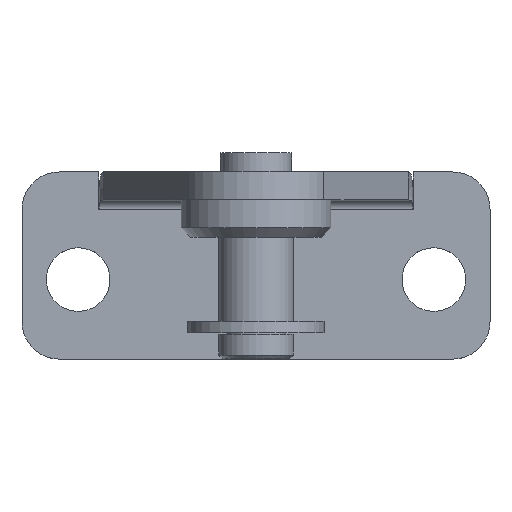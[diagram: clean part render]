
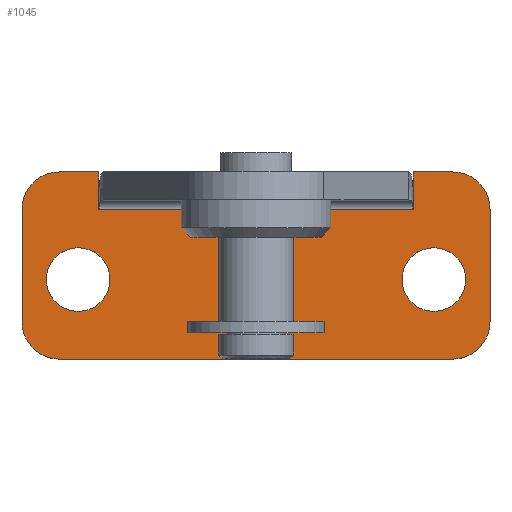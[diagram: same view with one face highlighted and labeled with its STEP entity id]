
A CAD part, top view. The second image highlights one B-rep face of the part: STEP entity #1045.
In plain terms, the highlighted planar face has unit normal (0, 0, 1).
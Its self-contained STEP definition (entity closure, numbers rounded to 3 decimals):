
#75=FACE_BOUND('',#234,.T.);
#76=FACE_BOUND('',#235,.T.);
#96=CIRCLE('',#1116,2.);
#97=CIRCLE('',#1117,2.);
#98=CIRCLE('',#1118,2.);
#99=CIRCLE('',#1119,2.);
#100=CIRCLE('',#1120,1.7);
#101=CIRCLE('',#1121,1.7);
#166=FACE_OUTER_BOUND('',#233,.T.);
#233=EDGE_LOOP('',(#784,#785,#786,#787,#788,#789,#790,#791,#792,#793,#794,
#795,#796,#797,#798,#799));
#234=EDGE_LOOP('',(#800));
#235=EDGE_LOOP('',(#801));
#310=LINE('',#1667,#394);
#312=LINE('',#1672,#396);
#315=LINE('',#1679,#399);
#319=LINE('',#1686,#403);
#323=LINE('',#1693,#407);
#324=LINE('',#1696,#408);
#327=LINE('',#1702,#411);
#330=LINE('',#1708,#414);
#335=LINE('',#1717,#419);
#336=LINE('',#1722,#420);
#337=LINE('',#1726,#421);
#338=LINE('',#1730,#422);
#394=VECTOR('',#1257,16.754);
#396=VECTOR('',#1263,0.01);
#399=VECTOR('',#1268,2.01);
#403=VECTOR('',#1274,0.01);
#407=VECTOR('',#1280,0.01);
#408=VECTOR('',#1283,0.01);
#411=VECTOR('',#1288,2.01);
#414=VECTOR('',#1293,2.113);
#419=VECTOR('',#1300,2.113);
#420=VECTOR('',#1305,6.);
#421=VECTOR('',#1308,21.);
#422=VECTOR('',#1311,6.);
#476=VERTEX_POINT('',#1612);
#478=VERTEX_POINT('',#1651);
#480=VERTEX_POINT('',#1671);
#482=VERTEX_POINT('',#1677);
#483=VERTEX_POINT('',#1678);
#487=VERTEX_POINT('',#1691);
#488=VERTEX_POINT('',#1695);
#490=VERTEX_POINT('',#1701);
#492=VERTEX_POINT('',#1707);
#495=VERTEX_POINT('',#1715);
#496=VERTEX_POINT('',#1719);
#497=VERTEX_POINT('',#1721);
#498=VERTEX_POINT('',#1723);
#499=VERTEX_POINT('',#1725);
#500=VERTEX_POINT('',#1727);
#501=VERTEX_POINT('',#1729);
#502=VERTEX_POINT('',#1732);
#503=VERTEX_POINT('',#1734);
#586=EDGE_CURVE('',#476,#478,#310,.T.);
#588=EDGE_CURVE('',#480,#476,#312,.T.);
#591=EDGE_CURVE('',#482,#483,#315,.T.);
#595=EDGE_CURVE('',#483,#480,#319,.T.);
#599=EDGE_CURVE('',#478,#487,#323,.T.);
#600=EDGE_CURVE('',#487,#488,#324,.T.);
#603=EDGE_CURVE('',#488,#490,#327,.T.);
#606=EDGE_CURVE('',#482,#492,#330,.T.);
#611=EDGE_CURVE('',#495,#490,#335,.T.);
#612=EDGE_CURVE('',#496,#495,#96,.T.);
#613=EDGE_CURVE('',#497,#496,#336,.T.);
#614=EDGE_CURVE('',#498,#497,#97,.T.);
#615=EDGE_CURVE('',#499,#498,#337,.T.);
#616=EDGE_CURVE('',#500,#499,#98,.T.);
#617=EDGE_CURVE('',#501,#500,#338,.T.);
#618=EDGE_CURVE('',#492,#501,#99,.T.);
#619=EDGE_CURVE('',#502,#502,#100,.T.);
#620=EDGE_CURVE('',#503,#503,#101,.T.);
#784=ORIENTED_EDGE('',*,*,#588,.T.);
#785=ORIENTED_EDGE('',*,*,#586,.T.);
#786=ORIENTED_EDGE('',*,*,#599,.T.);
#787=ORIENTED_EDGE('',*,*,#600,.T.);
#788=ORIENTED_EDGE('',*,*,#603,.T.);
#789=ORIENTED_EDGE('',*,*,#611,.F.);
#790=ORIENTED_EDGE('',*,*,#612,.F.);
#791=ORIENTED_EDGE('',*,*,#613,.F.);
#792=ORIENTED_EDGE('',*,*,#614,.F.);
#793=ORIENTED_EDGE('',*,*,#615,.F.);
#794=ORIENTED_EDGE('',*,*,#616,.F.);
#795=ORIENTED_EDGE('',*,*,#617,.F.);
#796=ORIENTED_EDGE('',*,*,#618,.F.);
#797=ORIENTED_EDGE('',*,*,#606,.F.);
#798=ORIENTED_EDGE('',*,*,#591,.T.);
#799=ORIENTED_EDGE('',*,*,#595,.T.);
#800=ORIENTED_EDGE('',*,*,#619,.T.);
#801=ORIENTED_EDGE('',*,*,#620,.T.);
#1008=PLANE('',#1115);
#1045=ADVANCED_FACE('',(#166,#75,#76),#1008,.T.);
#1115=AXIS2_PLACEMENT_3D('',#1718,#1301,#1302);
#1116=AXIS2_PLACEMENT_3D('',#1720,#1303,#1304);
#1117=AXIS2_PLACEMENT_3D('',#1724,#1306,#1307);
#1118=AXIS2_PLACEMENT_3D('',#1728,#1309,#1310);
#1119=AXIS2_PLACEMENT_3D('',#1731,#1312,#1313);
#1120=AXIS2_PLACEMENT_3D('',#1733,#1314,#1315);
#1121=AXIS2_PLACEMENT_3D('',#1735,#1316,#1317);
#1257=DIRECTION('',(-1.,0.,0.));
#1263=DIRECTION('',(0.,1.,0.));
#1268=DIRECTION('',(0.,-1.,0.));
#1274=DIRECTION('',(-1.,0.,0.));
#1280=DIRECTION('',(0.,-1.,0.));
#1283=DIRECTION('',(-1.,0.,0.));
#1288=DIRECTION('',(0.,1.,0.));
#1293=DIRECTION('',(1.,0.,0.));
#1300=DIRECTION('',(1.,0.,0.));
#1301=DIRECTION('center_axis',(0.,0.,1.));
#1302=DIRECTION('ref_axis',(1.,0.,0.));
#1303=DIRECTION('center_axis',(0.,0.,-1.));
#1304=DIRECTION('ref_axis',(0.,1.,0.));
#1305=DIRECTION('',(0.,1.,0.));
#1306=DIRECTION('center_axis',(0.,0.,-1.));
#1307=DIRECTION('ref_axis',(-1.,0.,0.));
#1308=DIRECTION('',(-1.,0.,0.));
#1309=DIRECTION('center_axis',(0.,0.,-1.));
#1310=DIRECTION('ref_axis',(0.,-1.,0.));
#1311=DIRECTION('',(0.,-1.,0.));
#1312=DIRECTION('center_axis',(0.,0.,-1.));
#1313=DIRECTION('ref_axis',(1.,0.,0.));
#1314=DIRECTION('center_axis',(0.,0.,-1.));
#1315=DIRECTION('ref_axis',(-1.,0.,0.));
#1316=DIRECTION('center_axis',(0.,0.,-1.));
#1317=DIRECTION('ref_axis',(-1.,0.,0.));
#1612=CARTESIAN_POINT('',(5.907,7.439,1.5));
#1651=CARTESIAN_POINT('',(-10.847,7.439,1.5));
#1667=CARTESIAN_POINT('',(-3.666,7.439,1.5));
#1671=CARTESIAN_POINT('',(5.907,7.429,1.5));
#1672=CARTESIAN_POINT('',(5.907,5.934,1.5));
#1677=CARTESIAN_POINT('',(5.917,9.439,1.5));
#1678=CARTESIAN_POINT('',(5.917,7.429,1.5));
#1679=CARTESIAN_POINT('',(5.917,6.939,1.5));
#1686=CARTESIAN_POINT('',(4.716,7.429,1.5));
#1691=CARTESIAN_POINT('',(-10.847,7.429,1.5));
#1693=CARTESIAN_POINT('',(-10.847,6.939,1.5));
#1695=CARTESIAN_POINT('',(-10.857,7.429,1.5));
#1696=CARTESIAN_POINT('',(-3.666,7.429,1.5));
#1701=CARTESIAN_POINT('',(-10.857,9.439,1.5));
#1702=CARTESIAN_POINT('',(-10.857,5.934,1.5));
#1707=CARTESIAN_POINT('',(8.03,9.439,1.5));
#1708=CARTESIAN_POINT('',(8.03,9.439,1.5));
#1715=CARTESIAN_POINT('',(-12.97,9.439,1.5));
#1717=CARTESIAN_POINT('',(8.03,9.439,1.5));
#1718=CARTESIAN_POINT('Origin',(3.515,4.439,1.5));
#1719=CARTESIAN_POINT('',(-14.97,7.439,1.5));
#1720=CARTESIAN_POINT('Origin',(-12.97,7.439,1.5));
#1721=CARTESIAN_POINT('',(-14.97,1.439,1.5));
#1722=CARTESIAN_POINT('',(-14.97,7.439,1.5));
#1723=CARTESIAN_POINT('',(-12.97,-0.561,1.5));
#1724=CARTESIAN_POINT('Origin',(-12.97,1.439,1.5));
#1725=CARTESIAN_POINT('',(8.03,-0.561,1.5));
#1726=CARTESIAN_POINT('',(-12.97,-0.561,1.5));
#1727=CARTESIAN_POINT('',(10.03,1.439,1.5));
#1728=CARTESIAN_POINT('Origin',(8.03,1.439,1.5));
#1729=CARTESIAN_POINT('',(10.03,7.439,1.5));
#1730=CARTESIAN_POINT('',(10.03,1.439,1.5));
#1731=CARTESIAN_POINT('Origin',(8.03,7.439,1.5));
#1732=CARTESIAN_POINT('',(8.73,3.689,1.5));
#1733=CARTESIAN_POINT('Origin',(7.03,3.689,1.5));
#1734=CARTESIAN_POINT('',(-10.27,3.689,1.5));
#1735=CARTESIAN_POINT('Origin',(-11.97,3.689,1.5));
